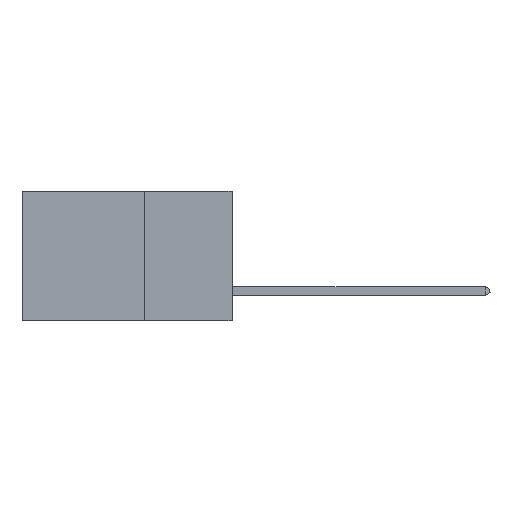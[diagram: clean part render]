
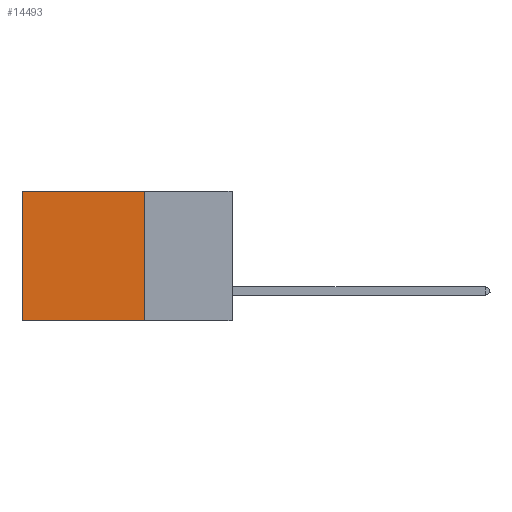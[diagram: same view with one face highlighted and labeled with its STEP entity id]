
A CAD part, left-side view. The second image highlights one B-rep face of the part: STEP entity #14493.
In plain terms, the highlighted planar face has unit normal (-1, 0, 0).
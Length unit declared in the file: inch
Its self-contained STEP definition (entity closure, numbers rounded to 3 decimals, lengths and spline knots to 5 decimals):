
#1007 = EDGE_LOOP ( 'NONE', ( #14879, #15114, #1169, #23956 ) ) ;
#1169 = ORIENTED_EDGE ( 'NONE', *, *, #17882, .F. ) ;
#1729 = DIRECTION ( 'NONE',  ( 1., 0., 0. ) ) ;
#3443 = LINE ( 'NONE', #11933, #23555 ) ;
#4007 = VECTOR ( 'NONE', #20678, 39.37008 ) ;
#4127 = CARTESIAN_POINT ( 'NONE',  ( 0.2875, 0.6, 0. ) ) ;
#4396 = VECTOR ( 'NONE', #8066, 39.37008 ) ;
#6712 = CARTESIAN_POINT ( 'NONE',  ( 0.2875, 0.25, -0.37 ) ) ;
#7274 = CARTESIAN_POINT ( 'NONE',  ( 0.2875, 0.25, 0. ) ) ;
#8066 = DIRECTION ( 'NONE',  ( 0., 0., -1. ) ) ;
#9110 = VERTEX_POINT ( 'NONE', #17290 ) ;
#9812 = DIRECTION ( 'NONE',  ( 0., 0., -1. ) ) ;
#11096 = LINE ( 'NONE', #4127, #4396 ) ;
#11439 = CARTESIAN_POINT ( 'NONE',  ( 0.2875, 0.25, 0. ) ) ;
#11605 = VECTOR ( 'NONE', #13047, 39.37008 ) ;
#11933 = CARTESIAN_POINT ( 'NONE',  ( 0.2875, 0.25, 0. ) ) ;
#12953 = VERTEX_POINT ( 'NONE', #6712 ) ;
#13047 = DIRECTION ( 'NONE',  ( 0., 1., 0. ) ) ;
#13749 = EDGE_CURVE ( 'NONE', #20016, #9110, #11096, .T. ) ;
#13796 = CARTESIAN_POINT ( 'NONE',  ( 0.2875, 0.25, 0. ) ) ;
#14493 = ADVANCED_FACE ( 'NONE', ( #17482 ), #21059, .F. ) ;
#14879 = ORIENTED_EDGE ( 'NONE', *, *, #13749, .T. ) ;
#15114 = ORIENTED_EDGE ( 'NONE', *, *, #24876, .F. ) ;
#15282 = CARTESIAN_POINT ( 'NONE',  ( 0.2875, 0.25, -0.37 ) ) ;
#17290 = CARTESIAN_POINT ( 'NONE',  ( 0.2875, 0.6, -0.37 ) ) ;
#17482 = FACE_OUTER_BOUND ( 'NONE', #1007, .T. ) ;
#17882 = EDGE_CURVE ( 'NONE', #19916, #12953, #3443, .T. ) ;
#19508 = LINE ( 'NONE', #15282, #11605 ) ;
#19670 = DIRECTION ( 'NONE',  ( 0., 0., -1. ) ) ;
#19916 = VERTEX_POINT ( 'NONE', #13796 ) ;
#20016 = VERTEX_POINT ( 'NONE', #20187 ) ;
#20187 = CARTESIAN_POINT ( 'NONE',  ( 0.2875, 0.6, 0. ) ) ;
#20678 = DIRECTION ( 'NONE',  ( 0., 1., 0. ) ) ;
#21059 = PLANE ( 'NONE',  #22013 ) ;
#22013 = AXIS2_PLACEMENT_3D ( 'NONE', #11439, #1729, #9812 ) ;
#23207 = LINE ( 'NONE', #7274, #4007 ) ;
#23555 = VECTOR ( 'NONE', #19670, 39.37008 ) ;
#23956 = ORIENTED_EDGE ( 'NONE', *, *, #24792, .T. ) ;
#24792 = EDGE_CURVE ( 'NONE', #19916, #20016, #23207, .T. ) ;
#24876 = EDGE_CURVE ( 'NONE', #12953, #9110, #19508, .T. ) ;
